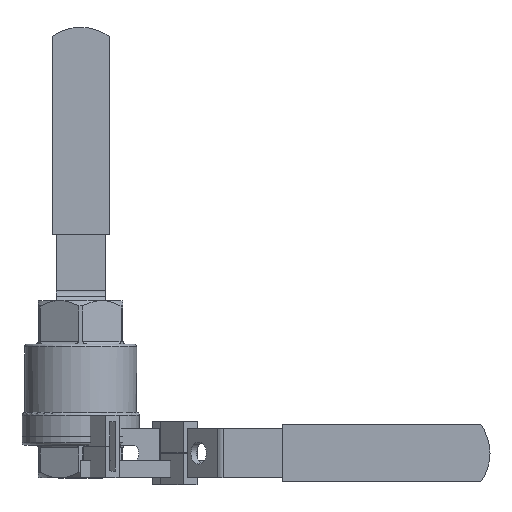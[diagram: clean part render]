
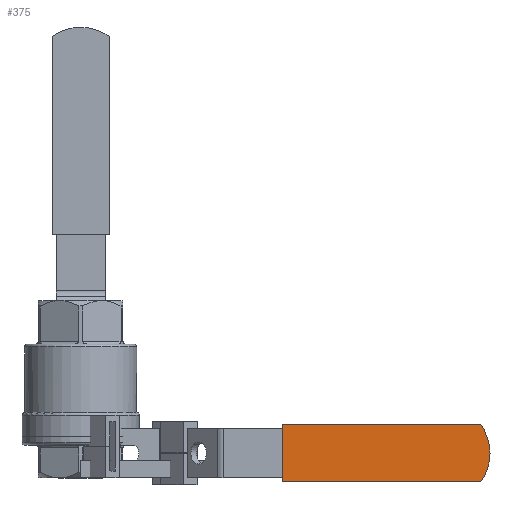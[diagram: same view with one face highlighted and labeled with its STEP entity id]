
A CAD part, top view. The second image highlights one B-rep face of the part: STEP entity #375.
In plain terms, the highlighted face is planar.
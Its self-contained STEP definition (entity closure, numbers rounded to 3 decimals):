
#375 = ADVANCED_FACE( '', ( #927 ), #928, .F. );
#927 = FACE_OUTER_BOUND( '', #1985, .T. );
#928 = PLANE( '', #1986 );
#1985 = EDGE_LOOP( '', ( #2971, #2972, #2973, #2974 ) );
#1986 = AXIS2_PLACEMENT_3D( '', #2975, #2976, #2977 );
#2971 = ORIENTED_EDGE( '', *, *, #4832, .F. );
#2972 = ORIENTED_EDGE( '', *, *, #4833, .F. );
#2973 = ORIENTED_EDGE( '', *, *, #4799, .F. );
#2974 = ORIENTED_EDGE( '', *, *, #4834, .F. );
#2975 = CARTESIAN_POINT( '', ( 0., 0., 0. ) );
#2976 = DIRECTION( '', ( 0., 1., 0. ) );
#2977 = DIRECTION( '', ( 0., 0., 1. ) );
#4799 = EDGE_CURVE( '', #5738, #5739, #5740, .T. );
#4832 = EDGE_CURVE( '', #5797, #5798, #5799, .T. );
#4833 = EDGE_CURVE( '', #5739, #5797, #5800, .T. );
#4834 = EDGE_CURVE( '', #5798, #5738, #5801, .T. );
#5738 = VERTEX_POINT( '', #7785 );
#5739 = VERTEX_POINT( '', #7786 );
#5740 = LINE( '', #7787, #7788 );
#5797 = VERTEX_POINT( '', #7895 );
#5798 = VERTEX_POINT( '', #7896 );
#5799 = CIRCLE( '', #7897, 18. );
#5800 = LINE( '', #7898, #7899 );
#5801 = LINE( '', #7900, #7901 );
#7785 = CARTESIAN_POINT( '', ( 0., 0., 0. ) );
#7786 = CARTESIAN_POINT( '', ( 0., 0., 21. ) );
#7787 = CARTESIAN_POINT( '', ( 0., 0., 0. ) );
#7788 = VECTOR( '', #9438, 1000. );
#7895 = CARTESIAN_POINT( '', ( 72.62, 0., 21. ) );
#7896 = CARTESIAN_POINT( '', ( 72.62, 0., 0. ) );
#7897 = AXIS2_PLACEMENT_3D( '', #9469, #9470, #9471 );
#7898 = CARTESIAN_POINT( '', ( 0., 0., 21. ) );
#7899 = VECTOR( '', #9472, 1000. );
#7900 = CARTESIAN_POINT( '', ( 76., 0., 0. ) );
#7901 = VECTOR( '', #9473, 1000. );
#9438 = DIRECTION( '', ( 0., 0., 1. ) );
#9469 = CARTESIAN_POINT( '', ( 58., 0., 10.5 ) );
#9470 = DIRECTION( '', ( 0., 1., 0. ) );
#9471 = DIRECTION( '', ( 0., 0., 1. ) );
#9472 = DIRECTION( '', ( 1., 0., 0. ) );
#9473 = DIRECTION( '', ( -1., 0., 0. ) );
